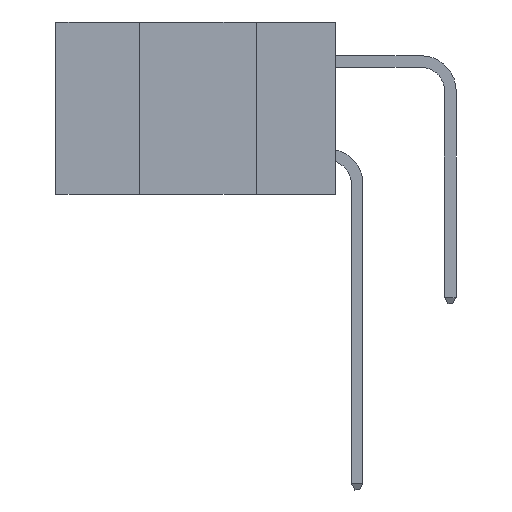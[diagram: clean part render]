
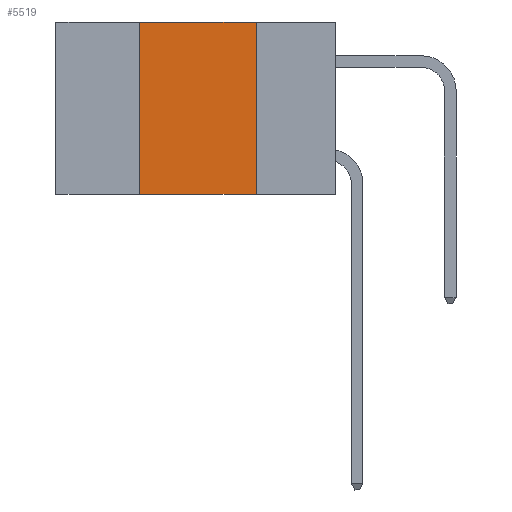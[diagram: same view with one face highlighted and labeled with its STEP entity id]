
A CAD part, left-side view. The second image highlights one B-rep face of the part: STEP entity #5519.
In plain terms, the highlighted planar face has unit normal (-1, 0, 0).
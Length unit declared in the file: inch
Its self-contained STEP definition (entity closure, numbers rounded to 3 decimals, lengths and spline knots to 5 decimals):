
#127 = CARTESIAN_POINT ( 'NONE',  ( 0., 0.17, 0. ) ) ;
#151 = PLANE ( 'NONE',  #11377 ) ;
#1328 = VERTEX_POINT ( 'NONE', #10305 ) ;
#1430 = DIRECTION ( 'NONE',  ( 0., 0., -1. ) ) ;
#1874 = VECTOR ( 'NONE', #12912, 39.37008 ) ;
#2167 = EDGE_CURVE ( 'NONE', #1328, #13552, #10853, .T. ) ;
#2363 = VERTEX_POINT ( 'NONE', #5333 ) ;
#5211 = FACE_OUTER_BOUND ( 'NONE', #16260, .T. ) ;
#5333 = CARTESIAN_POINT ( 'NONE',  ( 0., 0.42, -0.37 ) ) ;
#5519 = ADVANCED_FACE ( 'NONE', ( #5211 ), #151, .F. ) ;
#5787 = LINE ( 'NONE', #18135, #10938 ) ;
#7270 = ORIENTED_EDGE ( 'NONE', *, *, #2167, .F. ) ;
#7585 = CARTESIAN_POINT ( 'NONE',  ( 0., 0.17, -0.37 ) ) ;
#7646 = DIRECTION ( 'NONE',  ( 0., 0., 1. ) ) ;
#9016 = VECTOR ( 'NONE', #1430, 39.37008 ) ;
#9285 = LINE ( 'NONE', #14328, #1874 ) ;
#9830 = VERTEX_POINT ( 'NONE', #7585 ) ;
#10305 = CARTESIAN_POINT ( 'NONE',  ( 0., 0.42, 0. ) ) ;
#10492 = ORIENTED_EDGE ( 'NONE', *, *, #17701, .F. ) ;
#10541 = DIRECTION ( 'NONE',  ( 0., 0., -1. ) ) ;
#10853 = LINE ( 'NONE', #12067, #11519 ) ;
#10938 = VECTOR ( 'NONE', #7646, 39.37008 ) ;
#11377 = AXIS2_PLACEMENT_3D ( 'NONE', #13584, #15180, #10541 ) ;
#11519 = VECTOR ( 'NONE', #16371, 39.37008 ) ;
#12067 = CARTESIAN_POINT ( 'NONE',  ( 0., 0.6, 0. ) ) ;
#12085 = EDGE_CURVE ( 'NONE', #2363, #9830, #9285, .T. ) ;
#12222 = ORIENTED_EDGE ( 'NONE', *, *, #12476, .F. ) ;
#12476 = EDGE_CURVE ( 'NONE', #13552, #9830, #14825, .T. ) ;
#12520 = CARTESIAN_POINT ( 'NONE',  ( 0., 0.17, 0. ) ) ;
#12912 = DIRECTION ( 'NONE',  ( 0., -1., 0. ) ) ;
#13552 = VERTEX_POINT ( 'NONE', #12520 ) ;
#13584 = CARTESIAN_POINT ( 'NONE',  ( 0., 0.6, 0. ) ) ;
#14328 = CARTESIAN_POINT ( 'NONE',  ( 0., 0.6, -0.37 ) ) ;
#14825 = LINE ( 'NONE', #127, #9016 ) ;
#15180 = DIRECTION ( 'NONE',  ( 1., 0., 0. ) ) ;
#16260 = EDGE_LOOP ( 'NONE', ( #12222, #7270, #10492, #17704 ) ) ;
#16371 = DIRECTION ( 'NONE',  ( 0., -1., 0. ) ) ;
#17701 = EDGE_CURVE ( 'NONE', #2363, #1328, #5787, .T. ) ;
#17704 = ORIENTED_EDGE ( 'NONE', *, *, #12085, .T. ) ;
#18135 = CARTESIAN_POINT ( 'NONE',  ( 0., 0.42, 0. ) ) ;
